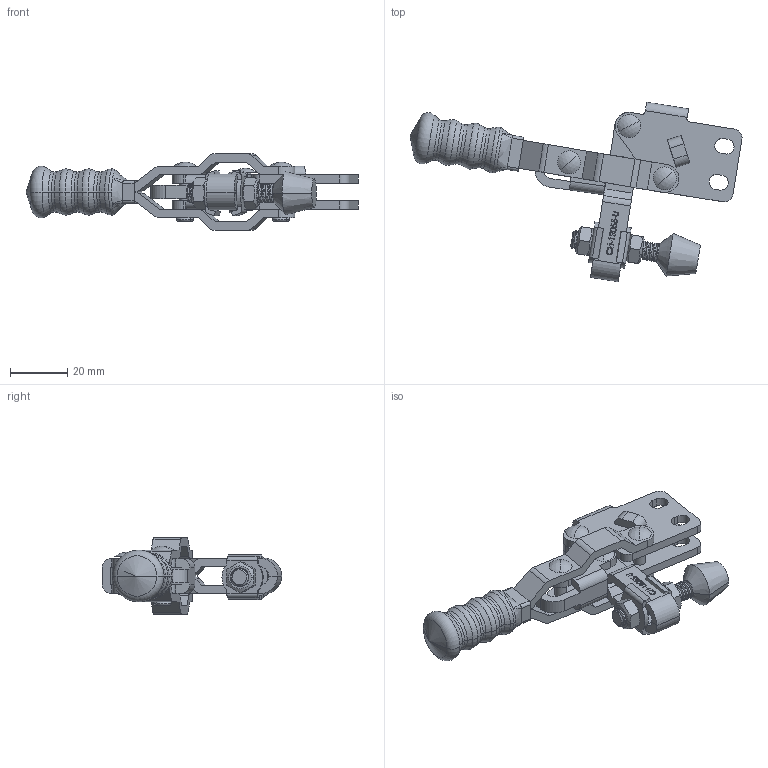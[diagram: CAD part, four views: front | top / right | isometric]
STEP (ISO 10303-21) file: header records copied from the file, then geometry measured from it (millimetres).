
FILE_DESCRIPTION (( 'STEP AP203' ), '1' );
FILE_NAME ('CH-12055-U.STEP', '2017-11-08T01:08:43', ( 'Windows' ), ( 'Microsoft' ), 'SwSTEP 2.0', 'SolidWorks 2015', '' );
FILE_SCHEMA (( 'CONFIG_CONTROL_DESIGN' ));
Length unit declared in the file: millimetre
Products named in the file (11): CH-FC-14134 SPINDLE SUPPLIED; CH-12055-01 STRAIGHT BASE; CH-12055-U; CH-12050-06; CH-FW-140; CH-12050-04 CONNECTING-PLATE; CH-12050-05; CH-12050-03 STRAIGHT HANDLE; CH-12055-U-02 U-BAR; CH-12050-07; CH-FC-14134 Nut
Assembly tree (14 placements, depth 2):
  CH-12055-U
    CH-12050-04 CONNECTING-PLATE
    CH-12050-03 STRAIGHT HANDLE
    CH-12050-07  x2
    CH-12050-06  x2
    CH-FW-140  x2
    CH-12050-05
    CH-12055-U-02 U-BAR
    CH-FC-14134 Nut  x2
    CH-FC-14134 SPINDLE SUPPLIED
    CH-12055-01 STRAIGHT BASE
Bounding box: 115.57 x 62.53 x 26.8 mm (x, y, z)
Volume: 25915.7 mm3; surface area: 23473.4 mm2
Topology: 16 solids, 18 shells, 821 faces, 2196 edges, 1436 vertices
Faces by surface type: plane 322, cylinder 204, bspline 194, cone 47, torus 46, sphere 8
Entity records: 35329 total; most frequent: CARTESIAN_POINT 16679, ORIENTED_EDGE 4012, DIRECTION 2972, EDGE_CURVE 2006, VERTEX_POINT 1320, VECTOR 1104, LINE 1104, AXIS2_PLACEMENT_3D 934
